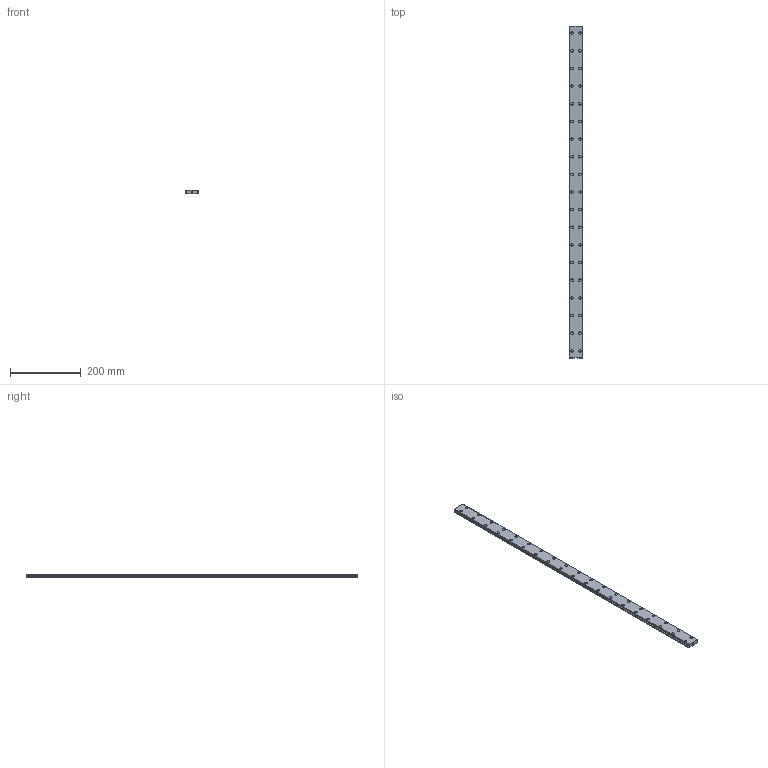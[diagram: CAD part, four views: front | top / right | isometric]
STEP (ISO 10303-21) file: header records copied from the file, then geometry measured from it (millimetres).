
FILE_DESCRIPTION(('STEP AP214'),'1');
FILE_NAME('cctmp_06E19F74-02ED-418C-A716-29B5C925C134_2021_03_03_12_05_58_0886..stp','2021-03-03T11:05:59',('HIWIN GmbH'),('CADClick - www.CADClick.com'),'Spatial InterOp 3D',' ','unknown authorization');
FILE_SCHEMA(('AUTOMOTIVE_DESIGN'));
Length unit declared in the file: millimetre
Products named in the file (1): WER21R940H_FILE
Bounding box: 37 x 940 x 11 mm (x, y, z)
Volume: 348226.3 mm3; surface area: 102332.8 mm2
Topology: 1 solids, 1 shells, 445 faces, 975 edges, 650 vertices
Faces by surface type: cylinder 246, plane 199
Entity records: 16005 total; most frequent: DIRECTION 2359, CARTESIAN_POINT 2071, ORIENTED_EDGE 1950, EDGE_CURVE 975, AXIS2_PLACEMENT_3D 938, VERTEX_POINT 650, EDGE_LOOP 563, CIRCLE 492
